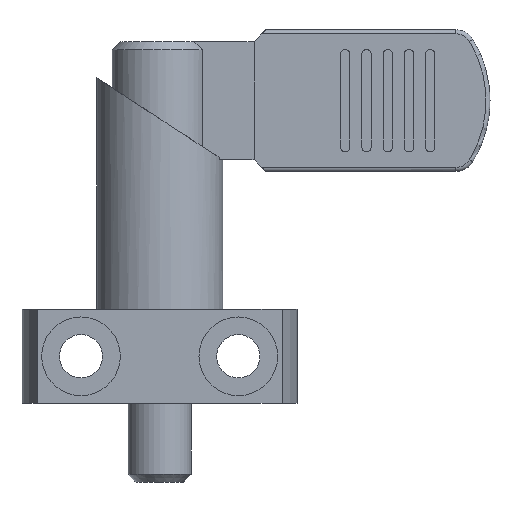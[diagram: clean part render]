
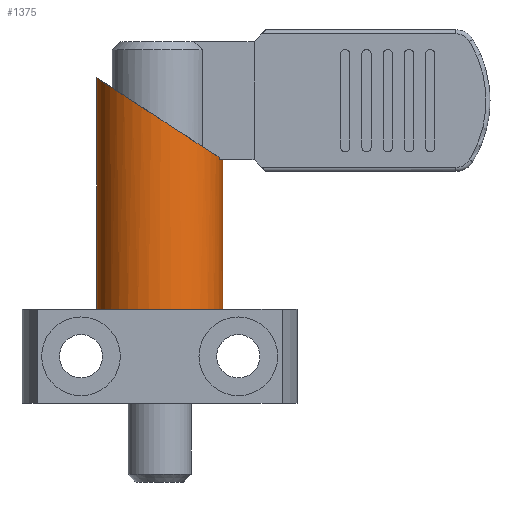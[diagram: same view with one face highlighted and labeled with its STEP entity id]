
A CAD part, front view. The second image highlights one B-rep face of the part: STEP entity #1375.
In plain terms, the highlighted cylindrical face has radius 8 mm (diameter 16 mm), a partial arc.
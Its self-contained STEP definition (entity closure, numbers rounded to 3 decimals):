
#771=VERTEX_POINT('',#2231);
#845=EDGE_CURVE('',#1247,#1241,#2316,.T.);
#873=VERTEX_POINT('',#2348);
#1057=VERTEX_POINT('',#2552);
#1121=EDGE_CURVE('',#1241,#1057,#2622,.T.);
#1241=VERTEX_POINT('',#2754);
#1247=VERTEX_POINT('',#2760);
#1271=EDGE_CURVE('',#873,#1247,#2785,.T.);
#1375=ADVANCED_FACE('',(#2907),#2908,.T.);
#1405=VERTEX_POINT('',#2942);
#1757=EDGE_CURVE('',#771,#1057,#3341,.T.);
#2073=EDGE_CURVE('',#1405,#771,#3689,.T.);
#2077=EDGE_CURVE('',#1405,#2185,#3693,.T.);
#2125=EDGE_CURVE('',#2185,#873,#3743,.T.);
#2185=VERTEX_POINT('',#3805);
#2231=CARTESIAN_POINT('',(7.599,-2.5,31.0));
#2316=CIRCLE('',#3975,8.0);
#2348=CARTESIAN_POINT('',(-8.0,0.,12.0));
#2552=CARTESIAN_POINT('',(8.0,0.,31.0));
#2622=LINE('',#4373,#4374);
#2754=CARTESIAN_POINT('',(8.0,0.,12.0));
#2760=CARTESIAN_POINT('',(0.,-8.0,12.0));
#2785=CIRCLE('',#4599,8.0);
#2907=FACE_OUTER_BOUND('',#4754,.T.);
#2908=CYLINDRICAL_SURFACE('',#4755,8.0);
#2942=CARTESIAN_POINT('',(7.599,-2.5,31.26));
#3341=CIRCLE('',#5315,8.0);
#3689=LINE('',#5796,#5797);
#3693=ELLIPSE('',#5804,9.539,8.0);
#3743=LINE('',#5871,#5872);
#3805=CARTESIAN_POINT('',(-8.0,0.,41.391));
#3975=AXIS2_PLACEMENT_3D('',#6107,#6108,#6109);
#4373=CARTESIAN_POINT('',(8.0,0.,22.0));
#4374=VECTOR('',#6478,1.0);
#4599=AXIS2_PLACEMENT_3D('',#6673,#6674,#6675);
#4754=EDGE_LOOP('',(#6862,#6863,#6864,#6865,#6866,#6867,#6868));
#4755=AXIS2_PLACEMENT_3D('',#6869,#6870,#6871);
#5315=AXIS2_PLACEMENT_3D('',#7397,#7398,#7399);
#5796=CARTESIAN_POINT('',(7.599,-2.5,36.195));
#5797=VECTOR('',#7828,1.0);
#5804=AXIS2_PLACEMENT_3D('',#7830,#7831,#7832);
#5871=CARTESIAN_POINT('',(-8.0,0.,22.0));
#5872=VECTOR('',#7867,1.0);
#6107=CARTESIAN_POINT('',(0.0,0.0,12.0));
#6108=DIRECTION('',(0.0,0.0,1.0));
#6109=DIRECTION('',(1.0,0.0,0.0));
#6478=DIRECTION('',(0.0,0.0,1.0));
#6673=CARTESIAN_POINT('',(0.0,0.0,12.0));
#6674=DIRECTION('',(0.0,0.0,1.0));
#6675=DIRECTION('',(1.0,0.0,0.0));
#6862=ORIENTED_EDGE('',*,*,#1121,.T.);
#6863=ORIENTED_EDGE('',*,*,#1757,.F.);
#6864=ORIENTED_EDGE('',*,*,#2073,.F.);
#6865=ORIENTED_EDGE('',*,*,#2077,.T.);
#6866=ORIENTED_EDGE('',*,*,#2125,.T.);
#6867=ORIENTED_EDGE('',*,*,#1271,.T.);
#6868=ORIENTED_EDGE('',*,*,#845,.T.);
#6869=CARTESIAN_POINT('',(0.0,0.0,22.0));
#6870=DIRECTION('',(-0.0,-0.0,-1.0));
#6871=DIRECTION('',(1.0,0.0,0.0));
#7397=CARTESIAN_POINT('',(0.0,0.0,31.0));
#7398=DIRECTION('',(0.0,0.0,1.0));
#7399=DIRECTION('',(1.0,0.0,0.0));
#7828=DIRECTION('',(-0.0,-0.0,-1.0));
#7830=CARTESIAN_POINT('',(0.0,0.0,36.195));
#7831=DIRECTION('',(-0.545,-0.0,-0.839));
#7832=DIRECTION('',(0.839,0.0,-0.545));
#7867=DIRECTION('',(-0.0,-0.0,-1.0));
